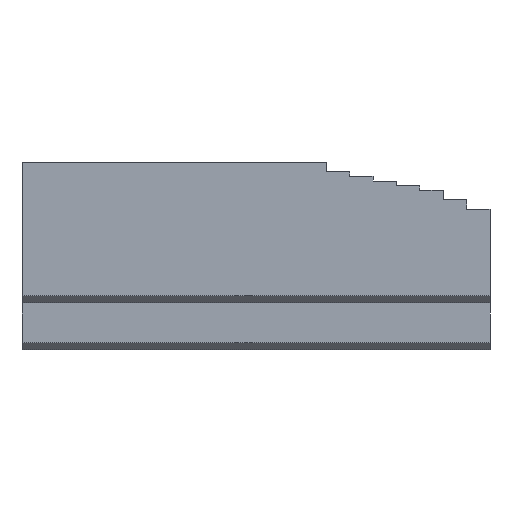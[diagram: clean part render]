
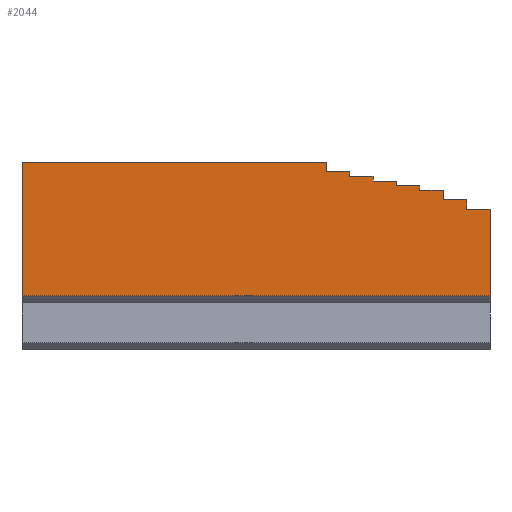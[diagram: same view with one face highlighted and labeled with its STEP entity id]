
A CAD part, front view. The second image highlights one B-rep face of the part: STEP entity #2044.
In plain terms, the highlighted planar face has unit normal (0, -1, 0).
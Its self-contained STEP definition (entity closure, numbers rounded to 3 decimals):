
#207=FACE_OUTER_BOUND('',#325,.T.);
#325=EDGE_LOOP('',(#1840,#1841,#1842,#1843,#1844,#1845,#1846,#1847,#1848,
#1849,#1850,#1851,#1852,#1853,#1854,#1855,#1856,#1857));
#327=LINE('',#2584,#565);
#332=LINE('',#2593,#570);
#349=LINE('',#2628,#587);
#352=LINE('',#2633,#590);
#353=LINE('',#2636,#591);
#356=LINE('',#2641,#594);
#357=LINE('',#2644,#595);
#360=LINE('',#2649,#598);
#361=LINE('',#2652,#599);
#364=LINE('',#2657,#602);
#365=LINE('',#2660,#603);
#368=LINE('',#2666,#606);
#371=LINE('',#2671,#609);
#372=LINE('',#2674,#610);
#395=LINE('',#2724,#633);
#400=LINE('',#2734,#638);
#562=LINE('',#3518,#800);
#563=LINE('',#3520,#801);
#565=VECTOR('',#2157,10.);
#570=VECTOR('',#2164,10.);
#587=VECTOR('',#2185,10.);
#590=VECTOR('',#2190,10.);
#591=VECTOR('',#2193,10.);
#594=VECTOR('',#2198,10.);
#595=VECTOR('',#2201,10.);
#598=VECTOR('',#2206,10.);
#599=VECTOR('',#2209,10.);
#602=VECTOR('',#2214,10.);
#603=VECTOR('',#2217,10.);
#606=VECTOR('',#2222,10.);
#609=VECTOR('',#2227,10.);
#610=VECTOR('',#2230,10.);
#633=VECTOR('',#2271,10.);
#638=VECTOR('',#2282,10.);
#800=VECTOR('',#2572,10.);
#801=VECTOR('',#2575,10.);
#802=VERTEX_POINT('',#2580);
#804=VERTEX_POINT('',#2583);
#807=VERTEX_POINT('',#2590);
#823=VERTEX_POINT('',#2627);
#824=VERTEX_POINT('',#2631);
#825=VERTEX_POINT('',#2635);
#826=VERTEX_POINT('',#2639);
#827=VERTEX_POINT('',#2643);
#828=VERTEX_POINT('',#2647);
#829=VERTEX_POINT('',#2651);
#830=VERTEX_POINT('',#2655);
#831=VERTEX_POINT('',#2659);
#832=VERTEX_POINT('',#2663);
#833=VERTEX_POINT('',#2665);
#834=VERTEX_POINT('',#2669);
#835=VERTEX_POINT('',#2673);
#853=VERTEX_POINT('',#2723);
#855=VERTEX_POINT('',#2733);
#995=EDGE_CURVE('',#804,#802,#327,.T.);
#1000=EDGE_CURVE('',#807,#804,#332,.T.);
#1017=EDGE_CURVE('',#823,#807,#349,.T.);
#1020=EDGE_CURVE('',#824,#823,#352,.T.);
#1021=EDGE_CURVE('',#825,#824,#353,.T.);
#1024=EDGE_CURVE('',#826,#825,#356,.T.);
#1025=EDGE_CURVE('',#827,#826,#357,.T.);
#1028=EDGE_CURVE('',#828,#827,#360,.T.);
#1029=EDGE_CURVE('',#829,#828,#361,.T.);
#1032=EDGE_CURVE('',#830,#829,#364,.T.);
#1033=EDGE_CURVE('',#831,#830,#365,.T.);
#1036=EDGE_CURVE('',#833,#832,#368,.T.);
#1039=EDGE_CURVE('',#834,#833,#371,.T.);
#1040=EDGE_CURVE('',#835,#834,#372,.T.);
#1065=EDGE_CURVE('',#835,#853,#395,.T.);
#1070=EDGE_CURVE('',#853,#855,#400,.T.);
#1280=EDGE_CURVE('',#855,#802,#562,.T.);
#1281=EDGE_CURVE('',#831,#832,#563,.T.);
#1840=ORIENTED_EDGE('',*,*,#995,.T.);
#1841=ORIENTED_EDGE('',*,*,#1280,.F.);
#1842=ORIENTED_EDGE('',*,*,#1070,.F.);
#1843=ORIENTED_EDGE('',*,*,#1065,.F.);
#1844=ORIENTED_EDGE('',*,*,#1040,.T.);
#1845=ORIENTED_EDGE('',*,*,#1039,.T.);
#1846=ORIENTED_EDGE('',*,*,#1036,.T.);
#1847=ORIENTED_EDGE('',*,*,#1281,.F.);
#1848=ORIENTED_EDGE('',*,*,#1033,.T.);
#1849=ORIENTED_EDGE('',*,*,#1032,.T.);
#1850=ORIENTED_EDGE('',*,*,#1029,.T.);
#1851=ORIENTED_EDGE('',*,*,#1028,.T.);
#1852=ORIENTED_EDGE('',*,*,#1025,.T.);
#1853=ORIENTED_EDGE('',*,*,#1024,.T.);
#1854=ORIENTED_EDGE('',*,*,#1021,.T.);
#1855=ORIENTED_EDGE('',*,*,#1020,.T.);
#1856=ORIENTED_EDGE('',*,*,#1017,.T.);
#1857=ORIENTED_EDGE('',*,*,#1000,.T.);
#1938=PLANE('',#2151);
#2044=ADVANCED_FACE('',(#207),#1938,.T.);
#2151=AXIS2_PLACEMENT_3D('',#3521,#2576,#2577);
#2157=DIRECTION('',(0.,0.,1.));
#2164=DIRECTION('',(-1.,0.,0.));
#2185=DIRECTION('',(0.,0.,1.));
#2190=DIRECTION('',(-1.,0.,0.));
#2193=DIRECTION('',(0.,0.,1.));
#2198=DIRECTION('',(-1.,0.,0.));
#2201=DIRECTION('',(0.,0.,1.));
#2206=DIRECTION('',(-1.,0.,0.));
#2209=DIRECTION('',(0.,0.,1.));
#2214=DIRECTION('',(-1.,0.,0.));
#2217=DIRECTION('',(0.,0.,1.));
#2222=DIRECTION('',(0.,0.,1.));
#2227=DIRECTION('',(-1.,0.,0.));
#2230=DIRECTION('',(0.,0.,1.));
#2271=DIRECTION('',(-1.,0.,0.));
#2282=DIRECTION('',(0.,0.,1.));
#2572=DIRECTION('',(1.,0.,0.));
#2575=DIRECTION('',(1.,0.,0.));
#2576=DIRECTION('center_axis',(0.,-1.,0.));
#2577=DIRECTION('ref_axis',(1.,0.,0.));
#2580=CARTESIAN_POINT('',(13.,0.,8.));
#2583=CARTESIAN_POINT('',(13.,0.,7.6));
#2584=CARTESIAN_POINT('',(13.,0.,4.));
#2590=CARTESIAN_POINT('',(14.,0.,7.6));
#2593=CARTESIAN_POINT('',(6.75,0.,7.6));
#2627=CARTESIAN_POINT('',(14.,0.,7.4));
#2628=CARTESIAN_POINT('',(14.,0.,4.));
#2631=CARTESIAN_POINT('',(15.,0.,7.4));
#2633=CARTESIAN_POINT('',(7.25,0.,7.4));
#2635=CARTESIAN_POINT('',(15.,0.,7.2));
#2636=CARTESIAN_POINT('',(15.,0.,4.));
#2639=CARTESIAN_POINT('',(16.,0.,7.2));
#2641=CARTESIAN_POINT('',(7.75,0.,7.2));
#2643=CARTESIAN_POINT('',(16.,0.,7.));
#2644=CARTESIAN_POINT('',(16.,0.,4.));
#2647=CARTESIAN_POINT('',(17.,0.,7.));
#2649=CARTESIAN_POINT('',(8.25,0.,7.));
#2651=CARTESIAN_POINT('',(17.,0.,6.8));
#2652=CARTESIAN_POINT('',(17.,0.,4.));
#2655=CARTESIAN_POINT('',(18.,0.,6.8));
#2657=CARTESIAN_POINT('',(8.75,0.,6.8));
#2659=CARTESIAN_POINT('',(18.,0.,6.4));
#2660=CARTESIAN_POINT('',(18.,0.,6.4));
#2663=CARTESIAN_POINT('',(19.,0.,6.4));
#2665=CARTESIAN_POINT('',(19.,0.,6.));
#2666=CARTESIAN_POINT('',(19.,0.,3.2));
#2669=CARTESIAN_POINT('',(20.,0.,6.));
#2671=CARTESIAN_POINT('',(9.75,0.,6.));
#2673=CARTESIAN_POINT('',(20.,0.,2.3));
#2674=CARTESIAN_POINT('',(20.,0.,0.));
#2723=CARTESIAN_POINT('',(0.,0.,2.3));
#2724=CARTESIAN_POINT('',(5.,0.,2.3));
#2733=CARTESIAN_POINT('',(0.,0.,8.));
#2734=CARTESIAN_POINT('',(0.,0.,0.));
#3518=CARTESIAN_POINT('',(18.,0.,8.));
#3520=CARTESIAN_POINT('',(0.,0.,6.4));
#3521=CARTESIAN_POINT('Origin',(0.,0.,0.));
